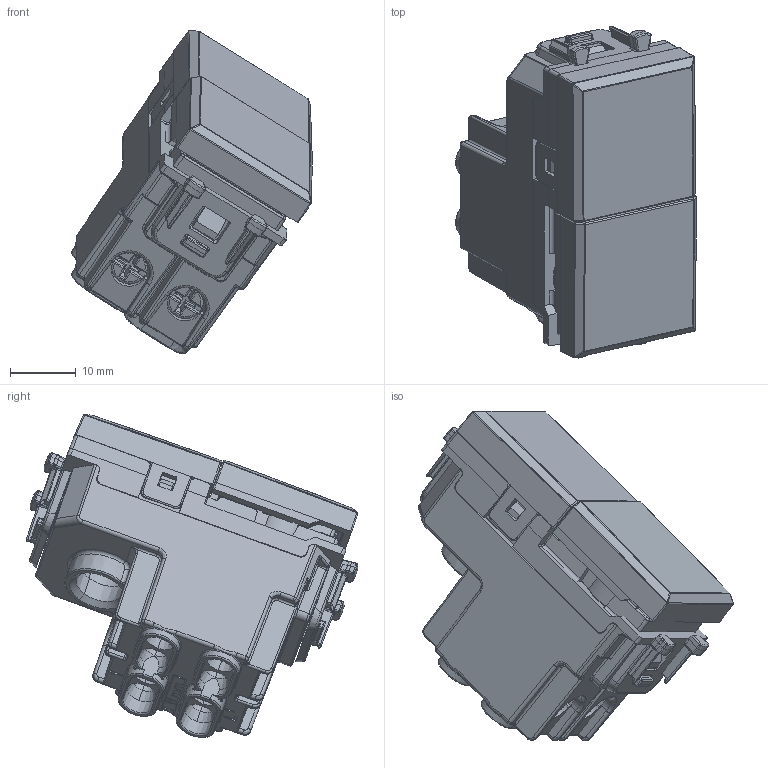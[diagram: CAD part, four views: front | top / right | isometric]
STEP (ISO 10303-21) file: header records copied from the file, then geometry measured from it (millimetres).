
FILE_DESCRIPTION(('CATIA V5 STEP Exchange'),'2;1');
FILE_NAME('442050.stp','2024-02-15T12:57:01+00:00',('none'),('none'),'CATIA Version 5-6 Release 2016 SP6','CATIA V5 STEP AP203','none');
FILE_SCHEMA(('CONFIG_CONTROL_DESIGN'));
Length unit declared in the file: millimetre
Products named in the file (1): 442050
Assembly tree (19 placements, depth 2):
  442050
    #57
    #35642
    #39679
    #93525
    #95278
    #108384
    #114207  x3
    #115206  x4
    #116199  x4
    #118112
    #119507
Bounding box: 36.67 x 50.6 x 49.24 mm (x, y, z)
Volume: 14708.3 mm3; surface area: 23903 mm2
Topology: 21 solids, 21 shells, 3387 faces, 9185 edges, 5654 vertices
Faces by surface type: plane 1640, cylinder 970, bspline 349, cone 184, sphere 132, torus 98, extrusion 14
Entity records: 120998 total; most frequent: CARTESIAN_POINT 54450, ORIENTED_EDGE 16254, DIRECTION 9535, EDGE_CURVE 8127, VERTEX_POINT 5072, VECTOR 4065, LINE 4051, AXIS2_PLACEMENT_3D 3233
